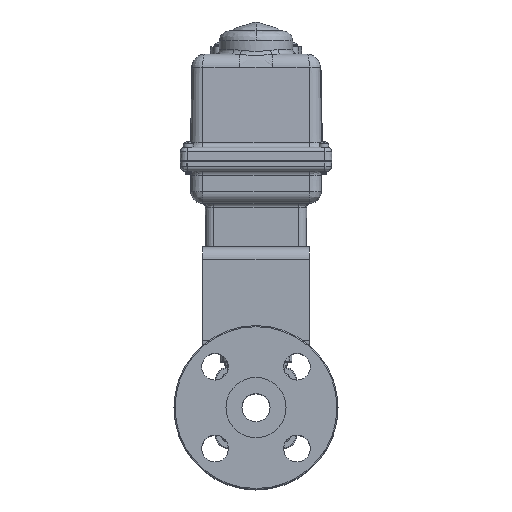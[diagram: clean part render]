
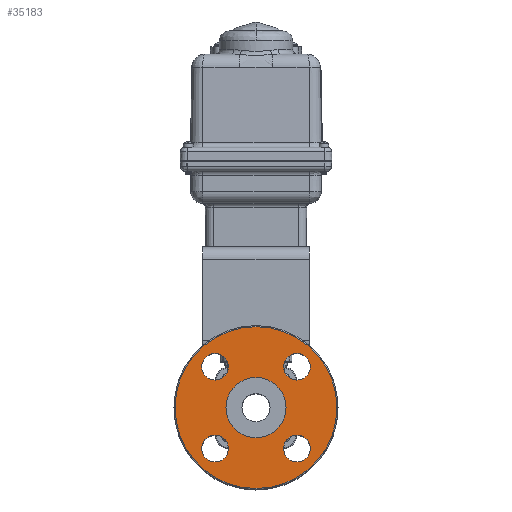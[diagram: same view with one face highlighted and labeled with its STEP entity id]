
A CAD part, top view. The second image highlights one B-rep face of the part: STEP entity #35183.
In plain terms, the highlighted planar face has unit normal (0, 0, 1).
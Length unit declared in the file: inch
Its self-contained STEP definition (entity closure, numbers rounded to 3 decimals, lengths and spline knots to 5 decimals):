
#56 = CARTESIAN_POINT ( 'NONE',  ( 0.77405, -1.14905, 2.86 ) ) ;
#94 = ORIENTED_EDGE ( 'NONE', *, *, #17341, .F. ) ;
#640 = FACE_BOUND ( 'NONE', #17931, .T. ) ;
#1395 = EDGE_LOOP ( 'NONE', ( #18743, #28993 ) ) ;
#1489 = CARTESIAN_POINT ( 'NONE',  ( 0.77405, 1.14905, 2.86 ) ) ;
#2695 = DIRECTION ( 'NONE',  ( 0., -1., 0. ) ) ;
#2987 = CIRCLE ( 'NONE', #23119, 2.27375 ) ;
#3150 = DIRECTION ( 'NONE',  ( 0., 1., 0. ) ) ;
#3780 = EDGE_CURVE ( 'NONE', #15434, #46974, #47219, .T. ) ;
#3929 = CARTESIAN_POINT ( 'NONE',  ( -1.52405, -1.14905, 2.86 ) ) ;
#4611 = VERTEX_POINT ( 'NONE', #3929 ) ;
#5263 = DIRECTION ( 'NONE',  ( 1., 0., 0. ) ) ;
#5516 = EDGE_CURVE ( 'NONE', #9811, #10645, #7483, .T. ) ;
#5868 = DIRECTION ( 'NONE',  ( -1., 0., 0. ) ) ;
#6090 = PLANE ( 'NONE',  #36845 ) ;
#7162 = AXIS2_PLACEMENT_3D ( 'NONE', #39201, #17012, #42934 ) ;
#7483 = CIRCLE ( 'NONE', #15466, 0.845 ) ;
#9348 = FACE_OUTER_BOUND ( 'NONE', #24454, .T. ) ;
#9355 = CIRCLE ( 'NONE', #9786, 0.845 ) ;
#9786 = AXIS2_PLACEMENT_3D ( 'NONE', #24515, #46690, #20822 ) ;
#9811 = VERTEX_POINT ( 'NONE', #45475 ) ;
#9968 = CARTESIAN_POINT ( 'NONE',  ( 0., 0.845, 2.86 ) ) ;
#10293 = VERTEX_POINT ( 'NONE', #56 ) ;
#10582 = DIRECTION ( 'NONE',  ( 1., 0., 0. ) ) ;
#10645 = VERTEX_POINT ( 'NONE', #31368 ) ;
#10774 = CIRCLE ( 'NONE', #28980, 0.375 ) ;
#11156 = ORIENTED_EDGE ( 'NONE', *, *, #23845, .F. ) ;
#11618 = CIRCLE ( 'NONE', #25021, 0.375 ) ;
#13440 = AXIS2_PLACEMENT_3D ( 'NONE', #47046, #24880, #2695 ) ;
#13672 = CIRCLE ( 'NONE', #7162, 0.375 ) ;
#13700 = DIRECTION ( 'NONE',  ( 0., 0., 1. ) ) ;
#14064 = EDGE_CURVE ( 'NONE', #46974, #15434, #2987, .T. ) ;
#14220 = CARTESIAN_POINT ( 'NONE',  ( 2.27375, 0., 2.86 ) ) ;
#14255 = EDGE_CURVE ( 'NONE', #10645, #9811, #9355, .T. ) ;
#14430 = EDGE_LOOP ( 'NONE', ( #14941, #26652 ) ) ;
#14720 = DIRECTION ( 'NONE',  ( 0., 0., 1. ) ) ;
#14941 = ORIENTED_EDGE ( 'NONE', *, *, #14255, .T. ) ;
#15349 = CARTESIAN_POINT ( 'NONE',  ( -1.14905, 1.14905, 2.86 ) ) ;
#15434 = VERTEX_POINT ( 'NONE', #19256 ) ;
#15466 = AXIS2_PLACEMENT_3D ( 'NONE', #41044, #36557, #5868 ) ;
#15924 = EDGE_LOOP ( 'NONE', ( #94, #43900 ) ) ;
#16605 = VERTEX_POINT ( 'NONE', #43901 ) ;
#16908 = EDGE_CURVE ( 'NONE', #16605, #33407, #46023, .T. ) ;
#17012 = DIRECTION ( 'NONE',  ( 0., 0., 1. ) ) ;
#17329 = AXIS2_PLACEMENT_3D ( 'NONE', #38606, #34919, #45850 ) ;
#17339 = ORIENTED_EDGE ( 'NONE', *, *, #30299, .F. ) ;
#17341 = EDGE_CURVE ( 'NONE', #23978, #10293, #46578, .T. ) ;
#17931 = EDGE_LOOP ( 'NONE', ( #17339, #41862 ) ) ;
#17937 = ORIENTED_EDGE ( 'NONE', *, *, #14064, .T. ) ;
#18052 = DIRECTION ( 'NONE',  ( 0., 0., 1. ) ) ;
#18743 = ORIENTED_EDGE ( 'NONE', *, *, #16908, .F. ) ;
#19089 = DIRECTION ( 'NONE',  ( 0., 0., 1. ) ) ;
#19192 = FACE_BOUND ( 'NONE', #1395, .T. ) ;
#19256 = CARTESIAN_POINT ( 'NONE',  ( -2.27375, 0., 2.86 ) ) ;
#19356 = CARTESIAN_POINT ( 'NONE',  ( 0., 0., 2.86 ) ) ;
#20013 = CARTESIAN_POINT ( 'NONE',  ( -1.14905, -1.14905, 2.86 ) ) ;
#20270 = CIRCLE ( 'NONE', #29757, 0.375 ) ;
#20449 = ORIENTED_EDGE ( 'NONE', *, *, #3780, .T. ) ;
#20619 = DIRECTION ( 'NONE',  ( 0., 0., 1. ) ) ;
#20822 = DIRECTION ( 'NONE',  ( -1., 0., 0. ) ) ;
#21180 = VERTEX_POINT ( 'NONE', #39702 ) ;
#22056 = VERTEX_POINT ( 'NONE', #40188 ) ;
#23119 = AXIS2_PLACEMENT_3D ( 'NONE', #19356, #41565, #5263 ) ;
#23743 = DIRECTION ( 'NONE',  ( -1., 0., 0. ) ) ;
#23845 = EDGE_CURVE ( 'NONE', #21180, #25384, #20270, .T. ) ;
#23978 = VERTEX_POINT ( 'NONE', #32932 ) ;
#24454 = EDGE_LOOP ( 'NONE', ( #17937, #20449 ) ) ;
#24515 = CARTESIAN_POINT ( 'NONE',  ( 0., 0., 2.86 ) ) ;
#24880 = DIRECTION ( 'NONE',  ( 0., 0., 1. ) ) ;
#25021 = AXIS2_PLACEMENT_3D ( 'NONE', #42835, #20619, #46510 ) ;
#25333 = DIRECTION ( 'NONE',  ( 0., 0., 1. ) ) ;
#25384 = VERTEX_POINT ( 'NONE', #39868 ) ;
#26652 = ORIENTED_EDGE ( 'NONE', *, *, #5516, .T. ) ;
#27774 = EDGE_CURVE ( 'NONE', #33407, #16605, #13672, .T. ) ;
#27894 = CIRCLE ( 'NONE', #13440, 0.375 ) ;
#28005 = ORIENTED_EDGE ( 'NONE', *, *, #35294, .F. ) ;
#28980 = AXIS2_PLACEMENT_3D ( 'NONE', #20013, #45913, #23743 ) ;
#28993 = ORIENTED_EDGE ( 'NONE', *, *, #27774, .F. ) ;
#29087 = FACE_BOUND ( 'NONE', #15924, .T. ) ;
#29757 = AXIS2_PLACEMENT_3D ( 'NONE', #15349, #19089, #30279 ) ;
#30233 = EDGE_LOOP ( 'NONE', ( #11156, #28005 ) ) ;
#30279 = DIRECTION ( 'NONE',  ( 0., 1., 0. ) ) ;
#30299 = EDGE_CURVE ( 'NONE', #22056, #4611, #10774, .T. ) ;
#31368 = CARTESIAN_POINT ( 'NONE',  ( -0.845, 0., 2.86 ) ) ;
#32932 = CARTESIAN_POINT ( 'NONE',  ( 1.52405, -1.14905, 2.86 ) ) ;
#33407 = VERTEX_POINT ( 'NONE', #1489 ) ;
#33821 = AXIS2_PLACEMENT_3D ( 'NONE', #36947, #14720, #40657 ) ;
#34919 = DIRECTION ( 'NONE',  ( 0., 0., 1. ) ) ;
#35183 = ADVANCED_FACE ( 'NONE', ( #40093, #640, #29087, #19192, #9348, #47573 ), #6090, .T. ) ;
#35294 = EDGE_CURVE ( 'NONE', #25384, #21180, #35500, .T. ) ;
#35500 = CIRCLE ( 'NONE', #44270, 0.375 ) ;
#35818 = EDGE_CURVE ( 'NONE', #4611, #22056, #11618, .T. ) ;
#36557 = DIRECTION ( 'NONE',  ( 0., 0., -1. ) ) ;
#36845 = AXIS2_PLACEMENT_3D ( 'NONE', #9968, #13700, #39639 ) ;
#36947 = CARTESIAN_POINT ( 'NONE',  ( 0., 0., 2.86 ) ) ;
#38606 = CARTESIAN_POINT ( 'NONE',  ( 1.14905, -1.14905, 2.86 ) ) ;
#39201 = CARTESIAN_POINT ( 'NONE',  ( 1.14905, 1.14905, 2.86 ) ) ;
#39639 = DIRECTION ( 'NONE',  ( 1., 0., 0. ) ) ;
#39702 = CARTESIAN_POINT ( 'NONE',  ( -0.77405, 1.14905, 2.86 ) ) ;
#39868 = CARTESIAN_POINT ( 'NONE',  ( -1.52405, 1.14905, 2.86 ) ) ;
#40093 = FACE_BOUND ( 'NONE', #30233, .T. ) ;
#40188 = CARTESIAN_POINT ( 'NONE',  ( -0.77405, -1.14905, 2.86 ) ) ;
#40237 = CARTESIAN_POINT ( 'NONE',  ( 1.14905, 1.14905, 2.86 ) ) ;
#40657 = DIRECTION ( 'NONE',  ( 1., 0., 0. ) ) ;
#41044 = CARTESIAN_POINT ( 'NONE',  ( 0., 0., 2.86 ) ) ;
#41512 = EDGE_CURVE ( 'NONE', #10293, #23978, #27894, .T. ) ;
#41565 = DIRECTION ( 'NONE',  ( 0., 0., 1. ) ) ;
#41862 = ORIENTED_EDGE ( 'NONE', *, *, #35818, .F. ) ;
#42835 = CARTESIAN_POINT ( 'NONE',  ( -1.14905, -1.14905, 2.86 ) ) ;
#42934 = DIRECTION ( 'NONE',  ( 1., 0., 0. ) ) ;
#43900 = ORIENTED_EDGE ( 'NONE', *, *, #41512, .F. ) ;
#43901 = CARTESIAN_POINT ( 'NONE',  ( 1.52405, 1.14905, 2.86 ) ) ;
#44002 = AXIS2_PLACEMENT_3D ( 'NONE', #40237, #18052, #10582 ) ;
#44270 = AXIS2_PLACEMENT_3D ( 'NONE', #47519, #25333, #3150 ) ;
#45475 = CARTESIAN_POINT ( 'NONE',  ( 0.845, 0., 2.86 ) ) ;
#45850 = DIRECTION ( 'NONE',  ( 0., -1., 0. ) ) ;
#45913 = DIRECTION ( 'NONE',  ( 0., 0., 1. ) ) ;
#46023 = CIRCLE ( 'NONE', #44002, 0.375 ) ;
#46510 = DIRECTION ( 'NONE',  ( -1., 0., 0. ) ) ;
#46578 = CIRCLE ( 'NONE', #17329, 0.375 ) ;
#46690 = DIRECTION ( 'NONE',  ( 0., 0., -1. ) ) ;
#46974 = VERTEX_POINT ( 'NONE', #14220 ) ;
#47046 = CARTESIAN_POINT ( 'NONE',  ( 1.14905, -1.14905, 2.86 ) ) ;
#47219 = CIRCLE ( 'NONE', #33821, 2.27375 ) ;
#47519 = CARTESIAN_POINT ( 'NONE',  ( -1.14905, 1.14905, 2.86 ) ) ;
#47573 = FACE_BOUND ( 'NONE', #14430, .T. ) ;
